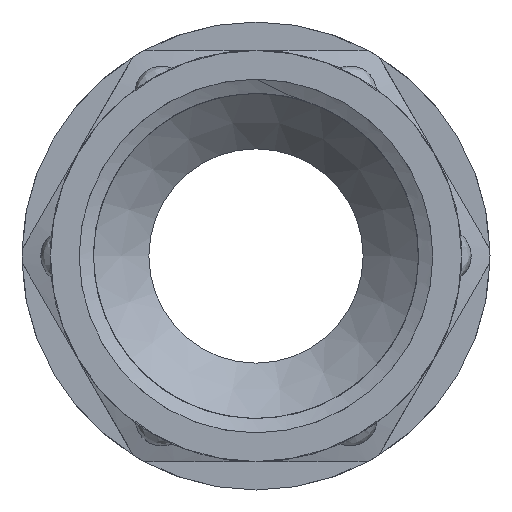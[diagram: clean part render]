
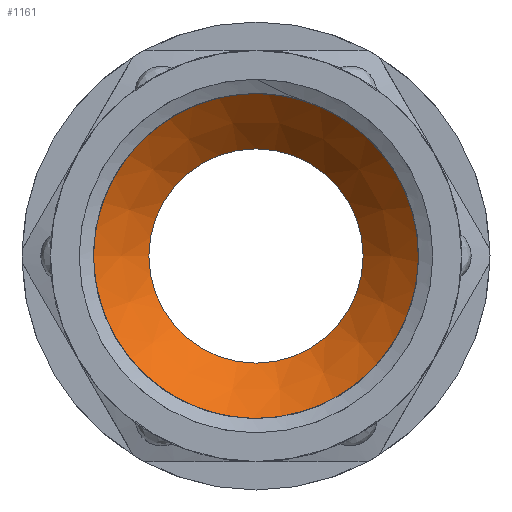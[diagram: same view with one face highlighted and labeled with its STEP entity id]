
A CAD part, left-side view. The second image highlights one B-rep face of the part: STEP entity #1161.
In plain terms, the highlighted conical face has half-angle 44.615 degrees and reference radius 7.205 mm.
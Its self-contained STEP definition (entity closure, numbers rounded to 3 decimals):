
#21=CONICAL_SURFACE('',#1295,7.205,44.615);
#40=FACE_BOUND('',#307,.T.);
#46=CIRCLE('',#1183,8.685);
#109=CIRCLE('',#1294,5.725);
#110=CIRCLE('',#1296,8.685);
#228=FACE_OUTER_BOUND('',#306,.T.);
#306=EDGE_LOOP('',(#1056,#1057));
#307=EDGE_LOOP('',(#1058));
#472=VERTEX_POINT('',#3613);
#474=VERTEX_POINT('',#4181);
#562=VERTEX_POINT('',#5559);
#596=EDGE_CURVE('',#472,#474,#46,.T.);
#731=EDGE_CURVE('',#562,#562,#109,.T.);
#732=EDGE_CURVE('',#474,#472,#110,.T.);
#1056=ORIENTED_EDGE('',*,*,#732,.F.);
#1057=ORIENTED_EDGE('',*,*,#596,.F.);
#1058=ORIENTED_EDGE('',*,*,#731,.T.);
#1161=ADVANCED_FACE('',(#228,#40),#21,.F.);
#1183=AXIS2_PLACEMENT_3D('',#4414,#1332,#1333);
#1294=AXIS2_PLACEMENT_3D('',#5560,#1590,#1591);
#1295=AXIS2_PLACEMENT_3D('',#5561,#1592,#1593);
#1296=AXIS2_PLACEMENT_3D('',#5562,#1594,#1595);
#1332=DIRECTION('center_axis',(1.,0.,0.));
#1333=DIRECTION('ref_axis',(0.,0.,-1.));
#1590=DIRECTION('center_axis',(1.,0.,0.));
#1591=DIRECTION('ref_axis',(0.,0.,-1.));
#1592=DIRECTION('center_axis',(-1.,0.,0.));
#1593=DIRECTION('ref_axis',(0.,1.,0.));
#1594=DIRECTION('center_axis',(1.,0.,0.));
#1595=DIRECTION('ref_axis',(0.,0.,-1.));
#3613=CARTESIAN_POINT('',(-13.5,1.983,8.456));
#4181=CARTESIAN_POINT('',(-13.5,-1.983,8.456));
#4414=CARTESIAN_POINT('Origin',(-13.5,0.,0.));
#5559=CARTESIAN_POINT('',(-10.5,5.725,0.));
#5560=CARTESIAN_POINT('Origin',(-10.5,0.,0.));
#5561=CARTESIAN_POINT('Origin',(-12.,0.,0.));
#5562=CARTESIAN_POINT('Origin',(-13.5,0.,0.));
